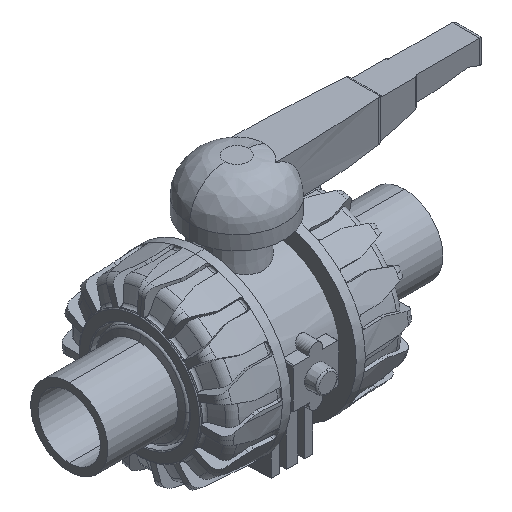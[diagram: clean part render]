
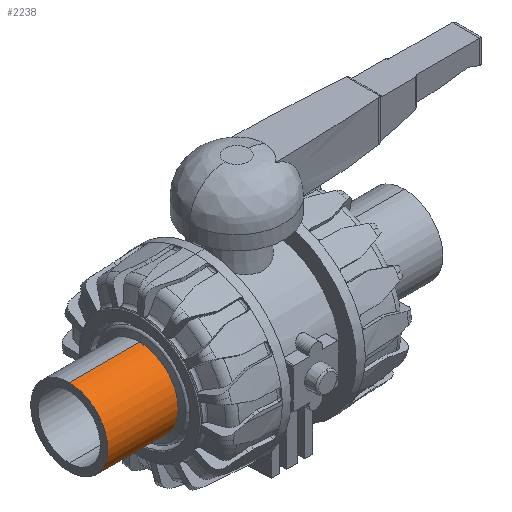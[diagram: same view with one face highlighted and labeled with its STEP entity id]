
A CAD part, isometric view. The second image highlights one B-rep face of the part: STEP entity #2238.
In plain terms, the highlighted cylindrical face has radius 45 mm (diameter 90 mm), a partial arc.
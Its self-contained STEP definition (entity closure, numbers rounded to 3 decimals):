
#2238=ADVANCED_FACE('',(#4488),#4489,.T.);
#4488=FACE_OUTER_BOUND('',#7130,.T.);
#4489=CYLINDRICAL_SURFACE('',#7131,45.);
#7130=EDGE_LOOP('',(#14059,#14060,#14061,#14062));
#7131=AXIS2_PLACEMENT_3D('',#14063,#14064,#14065);
#14059=ORIENTED_EDGE('',*,*,#17012,.T.);
#14060=ORIENTED_EDGE('',*,*,#17052,.F.);
#14061=ORIENTED_EDGE('',*,*,#17014,.T.);
#14062=ORIENTED_EDGE('',*,*,#17037,.F.);
#14063=CARTESIAN_POINT('',(-193.8,0.,-119.0));
#14064=DIRECTION('',(1.0,0.,0.));
#14065=DIRECTION('',(0.,0.,1.0));
#17012=EDGE_CURVE('',#21100,#21101,#21102,.T.);
#17014=EDGE_CURVE('',#21105,#21103,#21106,.T.);
#17037=EDGE_CURVE('',#21100,#21103,#21143,.T.);
#17052=EDGE_CURVE('',#21105,#21101,#21165,.T.);
#21100=VERTEX_POINT('',#32657);
#21101=VERTEX_POINT('',#32658);
#21102=LINE('',#32659,#32660);
#21103=VERTEX_POINT('',#32661);
#21105=VERTEX_POINT('',#32663);
#21106=LINE('',#32664,#32665);
#21143=CIRCLE('',#32705,45.);
#21165=CIRCLE('',#32732,45.);
#32657=CARTESIAN_POINT('',(-113.4,0.,-74.));
#32658=CARTESIAN_POINT('',(-195.3,0.,-74.));
#32659=CARTESIAN_POINT('',(-193.8,0.,-74.));
#32660=VECTOR('',#35986,1.0);
#32661=CARTESIAN_POINT('',(-113.4,0.,-164.));
#32663=CARTESIAN_POINT('',(-195.3,0.,-164.));
#32664=CARTESIAN_POINT('',(-193.8,0.,-164.));
#32665=VECTOR('',#35990,1.0);
#32705=AXIS2_PLACEMENT_3D('',#36039,#36040,#36041);
#32732=AXIS2_PLACEMENT_3D('',#36065,#36066,#36067);
#35986=DIRECTION('',(-1.0,0.,0.));
#35990=DIRECTION('',(1.0,0.,0.));
#36039=CARTESIAN_POINT('',(-113.4,0.,-119.0));
#36040=DIRECTION('',(1.0,0.,0.));
#36041=DIRECTION('',(0.,0.,1.0));
#36065=CARTESIAN_POINT('',(-195.3,0.,-119.0));
#36066=DIRECTION('',(-1.0,0.,0.));
#36067=DIRECTION('',(0.,0.,-1.0));
